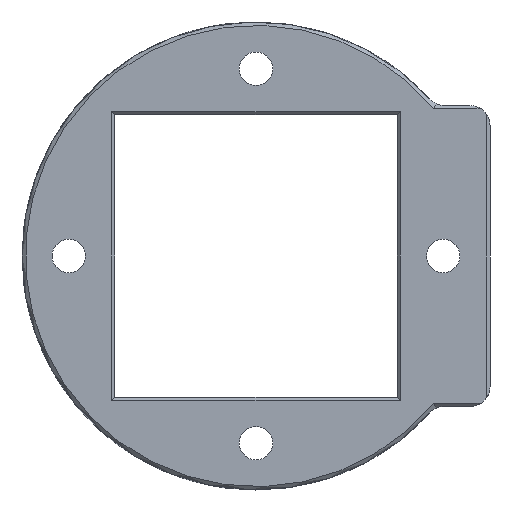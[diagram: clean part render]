
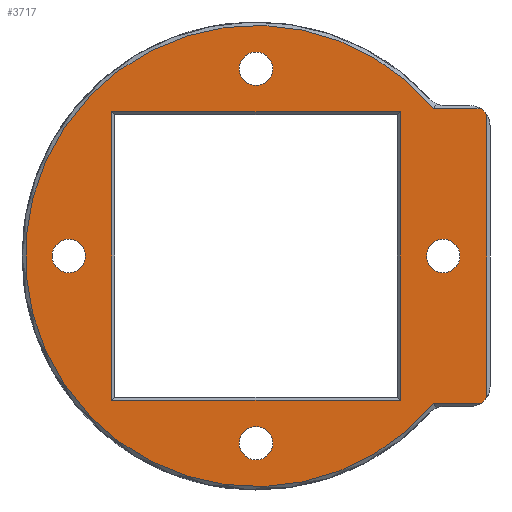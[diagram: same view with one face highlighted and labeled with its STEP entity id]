
A CAD part, front view. The second image highlights one B-rep face of the part: STEP entity #3717.
In plain terms, the highlighted planar face has unit normal (0, -1, 0).
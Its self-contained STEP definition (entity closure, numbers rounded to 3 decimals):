
#66=FACE_BOUND('',#440,.T.);
#67=FACE_BOUND('',#441,.T.);
#68=FACE_BOUND('',#442,.T.);
#69=FACE_BOUND('',#443,.T.);
#70=FACE_BOUND('',#444,.T.);
#103=PLANE('',#3985);
#218=FACE_OUTER_BOUND('',#439,.T.);
#439=EDGE_LOOP('',(#2616,#2617,#2618,#2619,#2620,#2621));
#440=EDGE_LOOP('',(#2622));
#441=EDGE_LOOP('',(#2623,#2624,#2625,#2626));
#442=EDGE_LOOP('',(#2627));
#443=EDGE_LOOP('',(#2628));
#444=EDGE_LOOP('',(#2629));
#781=LINE('',#6201,#1056);
#782=LINE('',#6205,#1057);
#783=LINE('',#6208,#1058);
#784=LINE('',#6213,#1059);
#785=LINE('',#6215,#1060);
#786=LINE('',#6217,#1061);
#787=LINE('',#6218,#1062);
#1056=VECTOR('',#4538,10.);
#1057=VECTOR('',#4541,10.);
#1058=VECTOR('',#4544,10.);
#1059=VECTOR('',#4547,10.);
#1060=VECTOR('',#4548,10.);
#1061=VECTOR('',#4549,10.);
#1062=VECTOR('',#4550,10.);
#1313=CIRCLE('',#3983,3.);
#1314=CIRCLE('',#3986,34.5);
#1315=CIRCLE('',#3987,3.);
#1316=CIRCLE('',#3988,2.5);
#1317=CIRCLE('',#3989,2.5);
#1318=CIRCLE('',#3990,2.5);
#1319=CIRCLE('',#3991,2.5);
#1578=VERTEX_POINT('',#6194);
#1579=VERTEX_POINT('',#6196);
#1580=VERTEX_POINT('',#6200);
#1581=VERTEX_POINT('',#6202);
#1582=VERTEX_POINT('',#6204);
#1583=VERTEX_POINT('',#6206);
#1584=VERTEX_POINT('',#6209);
#1585=VERTEX_POINT('',#6211);
#1586=VERTEX_POINT('',#6212);
#1587=VERTEX_POINT('',#6214);
#1588=VERTEX_POINT('',#6216);
#1589=VERTEX_POINT('',#6219);
#1590=VERTEX_POINT('',#6221);
#1591=VERTEX_POINT('',#6223);
#1976=EDGE_CURVE('',#1578,#1579,#1313,.T.);
#1978=EDGE_CURVE('',#1580,#1578,#781,.T.);
#1979=EDGE_CURVE('',#1581,#1580,#1314,.T.);
#1980=EDGE_CURVE('',#1582,#1581,#782,.T.);
#1981=EDGE_CURVE('',#1583,#1582,#1315,.T.);
#1982=EDGE_CURVE('',#1579,#1583,#783,.T.);
#1983=EDGE_CURVE('',#1584,#1584,#1316,.T.);
#1984=EDGE_CURVE('',#1585,#1586,#784,.T.);
#1985=EDGE_CURVE('',#1587,#1585,#785,.T.);
#1986=EDGE_CURVE('',#1588,#1587,#786,.T.);
#1987=EDGE_CURVE('',#1586,#1588,#787,.T.);
#1988=EDGE_CURVE('',#1589,#1589,#1317,.T.);
#1989=EDGE_CURVE('',#1590,#1590,#1318,.T.);
#1990=EDGE_CURVE('',#1591,#1591,#1319,.T.);
#2616=ORIENTED_EDGE('',*,*,#1976,.F.);
#2617=ORIENTED_EDGE('',*,*,#1978,.F.);
#2618=ORIENTED_EDGE('',*,*,#1979,.F.);
#2619=ORIENTED_EDGE('',*,*,#1980,.F.);
#2620=ORIENTED_EDGE('',*,*,#1981,.F.);
#2621=ORIENTED_EDGE('',*,*,#1982,.F.);
#2622=ORIENTED_EDGE('',*,*,#1983,.T.);
#2623=ORIENTED_EDGE('',*,*,#1984,.F.);
#2624=ORIENTED_EDGE('',*,*,#1985,.F.);
#2625=ORIENTED_EDGE('',*,*,#1986,.F.);
#2626=ORIENTED_EDGE('',*,*,#1987,.F.);
#2627=ORIENTED_EDGE('',*,*,#1988,.T.);
#2628=ORIENTED_EDGE('',*,*,#1989,.T.);
#2629=ORIENTED_EDGE('',*,*,#1990,.T.);
#3717=ADVANCED_FACE('',(#218,#66,#67,#68,#69,#70),#103,.F.);
#3983=AXIS2_PLACEMENT_3D('',#6197,#4532,#4533);
#3985=AXIS2_PLACEMENT_3D('',#6199,#4536,#4537);
#3986=AXIS2_PLACEMENT_3D('',#6203,#4539,#4540);
#3987=AXIS2_PLACEMENT_3D('',#6207,#4542,#4543);
#3988=AXIS2_PLACEMENT_3D('',#6210,#4545,#4546);
#3989=AXIS2_PLACEMENT_3D('',#6220,#4551,#4552);
#3990=AXIS2_PLACEMENT_3D('',#6222,#4553,#4554);
#3991=AXIS2_PLACEMENT_3D('',#6224,#4555,#4556);
#4532=DIRECTION('center_axis',(0.,1.,0.));
#4533=DIRECTION('ref_axis',(0.707,0.,0.707));
#4536=DIRECTION('center_axis',(0.,1.,0.));
#4537=DIRECTION('ref_axis',(0.,0.,1.));
#4538=DIRECTION('',(1.,0.,0.));
#4539=DIRECTION('center_axis',(0.,1.,0.));
#4540=DIRECTION('ref_axis',(-1.,0.,0.));
#4541=DIRECTION('',(-1.,0.,0.));
#4542=DIRECTION('center_axis',(0.,1.,0.));
#4543=DIRECTION('ref_axis',(0.707,0.,-0.707));
#4544=DIRECTION('',(0.,0.,-1.));
#4545=DIRECTION('center_axis',(0.,1.,0.));
#4546=DIRECTION('ref_axis',(1.,0.,0.));
#4547=DIRECTION('',(1.,0.,0.));
#4548=DIRECTION('',(0.,0.,-1.));
#4549=DIRECTION('',(-1.,0.,0.));
#4550=DIRECTION('',(0.,0.,1.));
#4551=DIRECTION('center_axis',(0.,1.,0.));
#4552=DIRECTION('ref_axis',(1.,0.,0.));
#4553=DIRECTION('center_axis',(0.,1.,0.));
#4554=DIRECTION('ref_axis',(0.,0.,-1.));
#4555=DIRECTION('center_axis',(0.,1.,0.));
#4556=DIRECTION('ref_axis',(-1.,0.,0.));
#6194=CARTESIAN_POINT('',(33.658,0.,22.));
#6196=CARTESIAN_POINT('',(34.5,0.,21.158));
#6197=CARTESIAN_POINT('Origin',(32.,0.,19.5));
#6199=CARTESIAN_POINT('Origin',(0.,0.,27.3));
#6200=CARTESIAN_POINT('',(26.575,0.,22.));
#6201=CARTESIAN_POINT('',(17.5,0.,22.));
#6202=CARTESIAN_POINT('',(26.575,0.,-22.));
#6203=CARTESIAN_POINT('Origin',(0.,0.,0.));
#6204=CARTESIAN_POINT('',(33.658,0.,-22.));
#6205=CARTESIAN_POINT('',(17.5,0.,-22.));
#6206=CARTESIAN_POINT('',(34.5,0.,-21.158));
#6207=CARTESIAN_POINT('Origin',(32.,0.,-19.5));
#6208=CARTESIAN_POINT('',(34.5,0.,13.65));
#6209=CARTESIAN_POINT('',(28.,0.,-2.5));
#6210=CARTESIAN_POINT('Origin',(28.,0.,0.));
#6211=CARTESIAN_POINT('',(-21.6,0.,-21.6));
#6212=CARTESIAN_POINT('',(21.6,0.,-21.6));
#6213=CARTESIAN_POINT('',(-6.25,0.,-21.6));
#6214=CARTESIAN_POINT('',(-21.6,0.,21.6));
#6215=CARTESIAN_POINT('',(-21.6,0.,19.9));
#6216=CARTESIAN_POINT('',(21.6,0.,21.6));
#6217=CARTESIAN_POINT('',(6.25,0.,21.6));
#6218=CARTESIAN_POINT('',(21.6,0.,7.4));
#6219=CARTESIAN_POINT('',(-2.5,0.,-28.));
#6220=CARTESIAN_POINT('Origin',(0.,0.,-28.));
#6221=CARTESIAN_POINT('',(-28.,0.,2.5));
#6222=CARTESIAN_POINT('Origin',(-28.,0.,0.));
#6223=CARTESIAN_POINT('',(2.5,0.,28.));
#6224=CARTESIAN_POINT('Origin',(0.,0.,28.));
